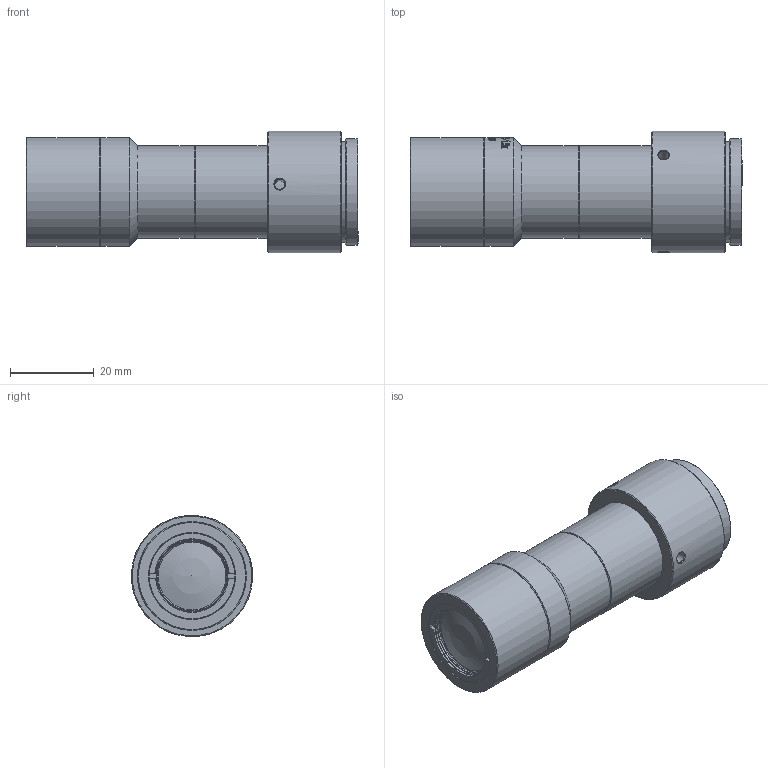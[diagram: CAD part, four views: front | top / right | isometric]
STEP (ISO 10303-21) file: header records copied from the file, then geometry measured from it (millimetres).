
FILE_DESCRIPTION(/* description */ (''),/* implementation_level */ '2;1');
FILE_NAME(/* name */ 'TL150065A_ASM.stp',/* time_stamp */ '2022-03-22T14:36:51+08:00',/* author */ (''),/* organization */ (''),/* preprocessor_version */ 'ST-DEVELOPER v16',/* originating_system */ 'SIEMENS PLM Software NX 10.0',/* authorisation */ '');
FILE_SCHEMA (('AUTOMOTIVE_DESIGN { 1 0 10303 214 3 1 1 1 }'));
Length unit declared in the file: millimetre
Products named in the file (1): FLY2C402F684gk5
Bounding box: 79.33 x 28.98 x 28.97 mm (x, y, z)
Volume: 25987.1 mm3; surface area: 19738.8 mm2
Topology: 8 solids, 8 shells, 495 faces, 1228 edges, 806 vertices
Faces by surface type: plane 182, extrusion 174, cone 67, cylinder 65, sphere 4, bspline 3
Full cylindrical faces by diameter (mm): 2.5 x3, 3.75 x1, 5 x1, 6 x1, 8 x1, 9.4 x1, 10.2 x1, 12.4 x1, 13 x1, 13.2 x1, 15 x2, 16.2 x2, 16.4 x2, 16.6 x2, 17 x2, 17.2 x2, 17.4 x2, 18 x2, 18.2 x1, 18.4 x1, 19 x3, 19.2 x3, 20.2 x1, 20.4 x2, 21 x2, 21.2 x3, 21.4 x1, 22 x4, 22.2 x1, 24 x1
Entity records: 17828 total; most frequent: CARTESIAN_POINT 7381, ORIENTED_EDGE 2154, DIRECTION 1637, EDGE_CURVE 1077, VERTEX_POINT 779, EDGE_LOOP 694, B_SPLINE_CURVE_WITH_KNOTS 672, AXIS2_PLACEMENT_3D 565
